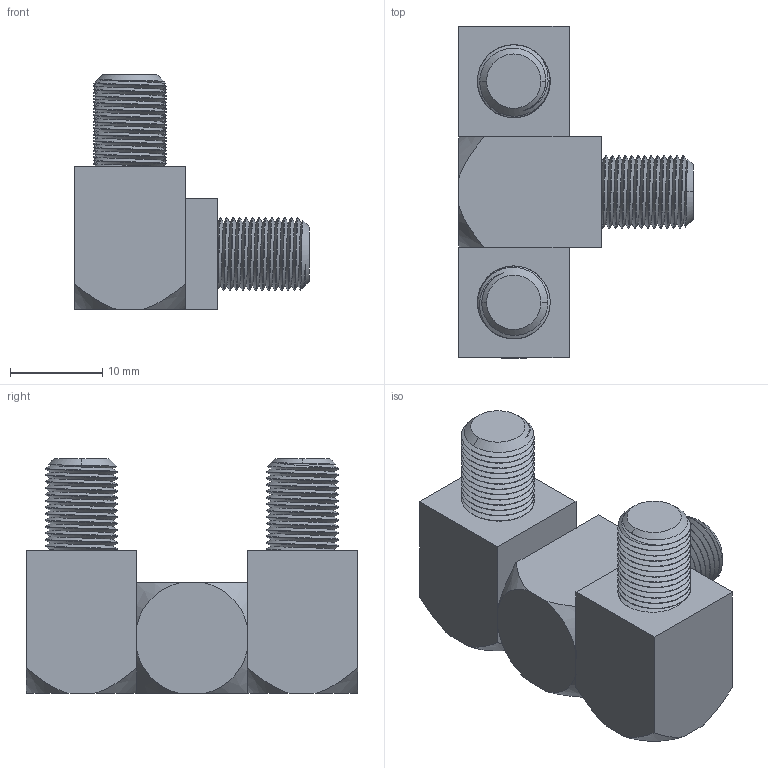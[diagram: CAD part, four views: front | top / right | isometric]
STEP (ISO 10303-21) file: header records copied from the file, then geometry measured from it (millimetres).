
FILE_DESCRIPTION (( 'STEP AP203' ), '1' );
FILE_NAME ('MP02.2.8.180.NIKEL.STEP', '2022-06-16T04:14:09', ( '' ), ( '' ), 'SwSTEP 2.0', 'SolidWorks 2021', '' );
FILE_SCHEMA (( 'CONFIG_CONTROL_DESIGN' ));
Length unit declared in the file: millimetre
Products named in the file (1): MP02.2.8.180.NIKEL
Bounding box: 25.5 x 36 x 25.5 mm (x, y, z)
Surface area: 4111.1 mm2 (no closed solid volume)
Topology: 0 solids, 3 shells, 165 faces, 476 edges, 320 vertices
Faces by surface type: cylinder 117, cone 21, plane 21, bspline 6
Entity records: 9302 total; most frequent: CARTESIAN_POINT 5678, ORIENTED_EDGE 944, DIRECTION 543, EDGE_CURVE 476, VERTEX_POINT 320, AXIS2_PLACEMENT_3D 192, EDGE_LOOP 172, FACE_OUTER_BOUND 165
